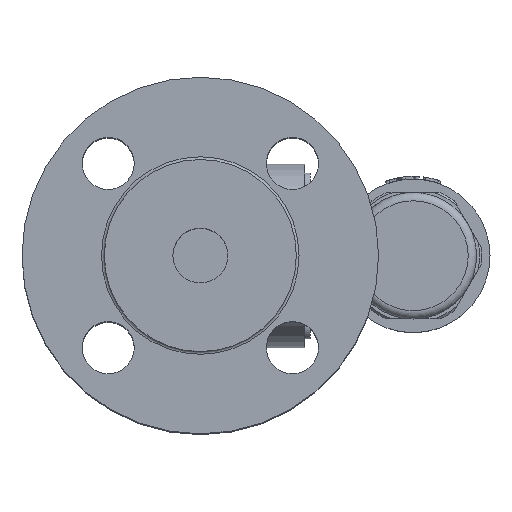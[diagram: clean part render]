
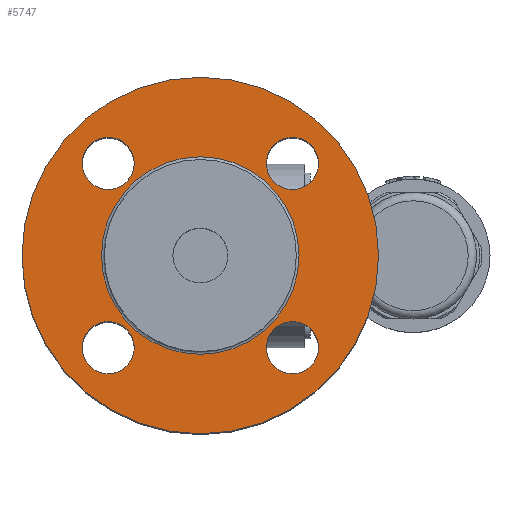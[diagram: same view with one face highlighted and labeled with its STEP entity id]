
A CAD part, top view. The second image highlights one B-rep face of the part: STEP entity #5747.
In plain terms, the highlighted planar face has unit normal (0, 0, 1).
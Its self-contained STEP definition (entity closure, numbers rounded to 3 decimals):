
#1059=FACE_BOUND('',#1620,.T.);
#1060=FACE_BOUND('',#1621,.T.);
#1061=FACE_BOUND('',#1622,.T.);
#1062=FACE_BOUND('',#1623,.T.);
#1063=FACE_BOUND('',#1624,.T.);
#1100=PLANE('',#6167);
#1247=FACE_OUTER_BOUND('',#1619,.T.);
#1619=EDGE_LOOP('',(#3970,#3971));
#1620=EDGE_LOOP('',(#3972,#3973));
#1621=EDGE_LOOP('',(#3974,#3975));
#1622=EDGE_LOOP('',(#3976,#3977));
#1623=EDGE_LOOP('',(#3978,#3979));
#1624=EDGE_LOOP('',(#3980,#3981));
#2035=CIRCLE('',#6162,36.);
#2039=CIRCLE('',#6166,36.);
#2040=CIRCLE('',#6168,65.);
#2041=CIRCLE('',#6169,65.);
#2042=CIRCLE('',#6170,9.5);
#2043=CIRCLE('',#6171,9.5);
#2044=CIRCLE('',#6172,9.5);
#2045=CIRCLE('',#6173,9.5);
#2046=CIRCLE('',#6174,9.5);
#2047=CIRCLE('',#6175,9.5);
#2048=CIRCLE('',#6176,9.5);
#2049=CIRCLE('',#6177,9.5);
#2418=VERTEX_POINT('',#8678);
#2419=VERTEX_POINT('',#8679);
#2422=VERTEX_POINT('',#8688);
#2423=VERTEX_POINT('',#8689);
#2424=VERTEX_POINT('',#8692);
#2425=VERTEX_POINT('',#8693);
#2426=VERTEX_POINT('',#8696);
#2427=VERTEX_POINT('',#8697);
#2428=VERTEX_POINT('',#8700);
#2429=VERTEX_POINT('',#8701);
#2430=VERTEX_POINT('',#8704);
#2431=VERTEX_POINT('',#8705);
#3011=EDGE_CURVE('',#2418,#2419,#2035,.T.);
#3015=EDGE_CURVE('',#2419,#2418,#2039,.T.);
#3016=EDGE_CURVE('',#2422,#2423,#2040,.T.);
#3017=EDGE_CURVE('',#2423,#2422,#2041,.T.);
#3018=EDGE_CURVE('',#2424,#2425,#2042,.T.);
#3019=EDGE_CURVE('',#2425,#2424,#2043,.T.);
#3020=EDGE_CURVE('',#2426,#2427,#2044,.T.);
#3021=EDGE_CURVE('',#2427,#2426,#2045,.T.);
#3022=EDGE_CURVE('',#2428,#2429,#2046,.T.);
#3023=EDGE_CURVE('',#2429,#2428,#2047,.T.);
#3024=EDGE_CURVE('',#2430,#2431,#2048,.T.);
#3025=EDGE_CURVE('',#2431,#2430,#2049,.T.);
#3970=ORIENTED_EDGE('',*,*,#3016,.T.);
#3971=ORIENTED_EDGE('',*,*,#3017,.T.);
#3972=ORIENTED_EDGE('',*,*,#3018,.T.);
#3973=ORIENTED_EDGE('',*,*,#3019,.T.);
#3974=ORIENTED_EDGE('',*,*,#3020,.T.);
#3975=ORIENTED_EDGE('',*,*,#3021,.T.);
#3976=ORIENTED_EDGE('',*,*,#3022,.T.);
#3977=ORIENTED_EDGE('',*,*,#3023,.T.);
#3978=ORIENTED_EDGE('',*,*,#3024,.T.);
#3979=ORIENTED_EDGE('',*,*,#3025,.T.);
#3980=ORIENTED_EDGE('',*,*,#3011,.F.);
#3981=ORIENTED_EDGE('',*,*,#3015,.F.);
#5747=ADVANCED_FACE('',(#1247,#1059,#1060,#1061,#1062,#1063),#1100,.T.);
#6162=AXIS2_PLACEMENT_3D('',#8680,#6944,#6945);
#6166=AXIS2_PLACEMENT_3D('',#8686,#6952,#6953);
#6167=AXIS2_PLACEMENT_3D('',#8687,#6954,#6955);
#6168=AXIS2_PLACEMENT_3D('',#8690,#6956,#6957);
#6169=AXIS2_PLACEMENT_3D('',#8691,#6958,#6959);
#6170=AXIS2_PLACEMENT_3D('',#8694,#6960,#6961);
#6171=AXIS2_PLACEMENT_3D('',#8695,#6962,#6963);
#6172=AXIS2_PLACEMENT_3D('',#8698,#6964,#6965);
#6173=AXIS2_PLACEMENT_3D('',#8699,#6966,#6967);
#6174=AXIS2_PLACEMENT_3D('',#8702,#6968,#6969);
#6175=AXIS2_PLACEMENT_3D('',#8703,#6970,#6971);
#6176=AXIS2_PLACEMENT_3D('',#8706,#6972,#6973);
#6177=AXIS2_PLACEMENT_3D('',#8707,#6974,#6975);
#6944=DIRECTION('center_axis',(0.,0.,1.));
#6945=DIRECTION('ref_axis',(-1.,0.,0.));
#6952=DIRECTION('center_axis',(0.,0.,1.));
#6953=DIRECTION('ref_axis',(-1.,0.,0.));
#6954=DIRECTION('center_axis',(0.,0.,1.));
#6955=DIRECTION('ref_axis',(1.,0.,0.));
#6956=DIRECTION('center_axis',(0.,0.,1.));
#6957=DIRECTION('ref_axis',(1.,0.,0.));
#6958=DIRECTION('center_axis',(0.,0.,1.));
#6959=DIRECTION('ref_axis',(1.,0.,0.));
#6960=DIRECTION('center_axis',(0.,0.,-1.));
#6961=DIRECTION('ref_axis',(1.,0.,0.));
#6962=DIRECTION('center_axis',(0.,0.,-1.));
#6963=DIRECTION('ref_axis',(1.,0.,0.));
#6964=DIRECTION('center_axis',(0.,0.,-1.));
#6965=DIRECTION('ref_axis',(0.,1.,0.));
#6966=DIRECTION('center_axis',(0.,0.,-1.));
#6967=DIRECTION('ref_axis',(0.,1.,0.));
#6968=DIRECTION('center_axis',(0.,0.,-1.));
#6969=DIRECTION('ref_axis',(-1.,0.,0.));
#6970=DIRECTION('center_axis',(0.,0.,-1.));
#6971=DIRECTION('ref_axis',(-1.,0.,0.));
#6972=DIRECTION('center_axis',(0.,0.,-1.));
#6973=DIRECTION('ref_axis',(0.,-1.,0.));
#6974=DIRECTION('center_axis',(0.,0.,-1.));
#6975=DIRECTION('ref_axis',(0.,-1.,0.));
#8678=CARTESIAN_POINT('',(36.,0.,96.));
#8679=CARTESIAN_POINT('',(-36.,0.,96.));
#8680=CARTESIAN_POINT('Origin',(0.,0.,96.));
#8686=CARTESIAN_POINT('Origin',(0.,0.,96.));
#8687=CARTESIAN_POINT('Origin',(50.,0.,96.));
#8688=CARTESIAN_POINT('',(65.,0.,96.));
#8689=CARTESIAN_POINT('',(-65.,0.,96.));
#8690=CARTESIAN_POINT('Origin',(0.,0.,96.));
#8691=CARTESIAN_POINT('Origin',(0.,0.,96.));
#8692=CARTESIAN_POINT('',(43.088,33.588,96.));
#8693=CARTESIAN_POINT('',(24.088,33.588,96.));
#8694=CARTESIAN_POINT('Origin',(33.588,33.588,96.));
#8695=CARTESIAN_POINT('Origin',(33.588,33.588,96.));
#8696=CARTESIAN_POINT('',(-33.588,43.088,96.));
#8697=CARTESIAN_POINT('',(-33.588,24.088,96.));
#8698=CARTESIAN_POINT('Origin',(-33.588,33.588,96.));
#8699=CARTESIAN_POINT('Origin',(-33.588,33.588,96.));
#8700=CARTESIAN_POINT('',(-43.088,-33.588,96.));
#8701=CARTESIAN_POINT('',(-24.088,-33.588,96.));
#8702=CARTESIAN_POINT('Origin',(-33.588,-33.588,96.));
#8703=CARTESIAN_POINT('Origin',(-33.588,-33.588,96.));
#8704=CARTESIAN_POINT('',(33.588,-43.088,96.));
#8705=CARTESIAN_POINT('',(33.588,-24.088,96.));
#8706=CARTESIAN_POINT('Origin',(33.588,-33.588,96.));
#8707=CARTESIAN_POINT('Origin',(33.588,-33.588,96.));
